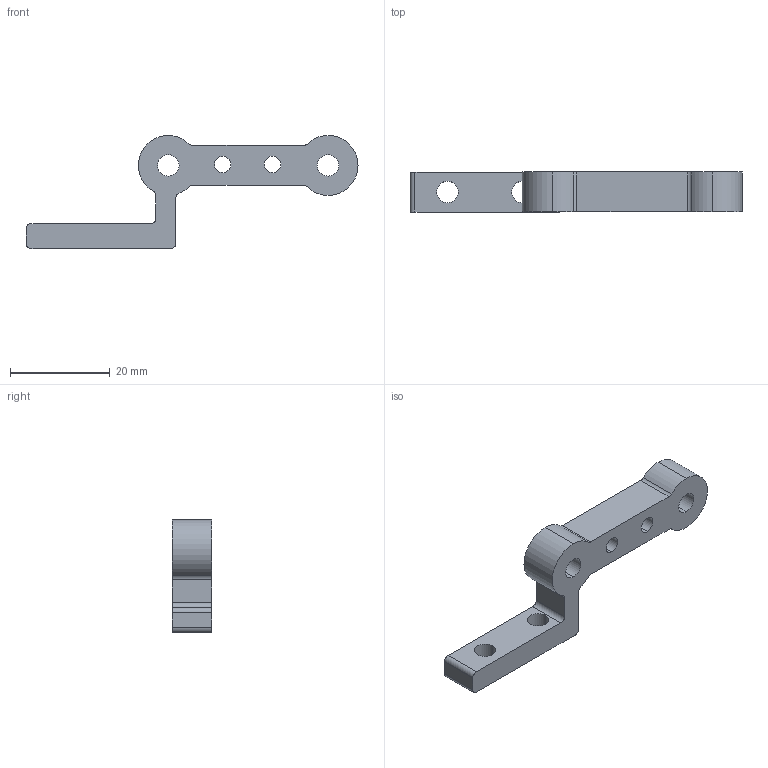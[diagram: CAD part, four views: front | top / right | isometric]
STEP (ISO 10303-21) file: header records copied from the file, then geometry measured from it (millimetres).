
FILE_DESCRIPTION (( 'STEP AP203' ), '1' );
FILE_NAME ('TIT-008-A-Fixation-sv.STEP', '2022-05-25T11:53:24', ( '' ), ( '' ), 'SwSTEP 2.0', 'SolidWorks 2016', '' );
FILE_SCHEMA (( 'CONFIG_CONTROL_DESIGN' ));
Length unit declared in the file: millimetre
Products named in the file (1): TIT-008-A-Fixation-sv
Bounding box: 66.5 x 8 x 22.65 mm (x, y, z)
Volume: 3897.7 mm3; surface area: 2882.6 mm2
Topology: 1 solids, 1 shells, 41 faces, 113 edges, 74 vertices
Faces by surface type: cylinder 28, plane 9, cone 4
Entity records: 1436 total; most frequent: DIRECTION 257, CARTESIAN_POINT 229, ORIENTED_EDGE 226, EDGE_CURVE 113, AXIS2_PLACEMENT_3D 102, VERTEX_POINT 74, CIRCLE 60, VECTOR 53
